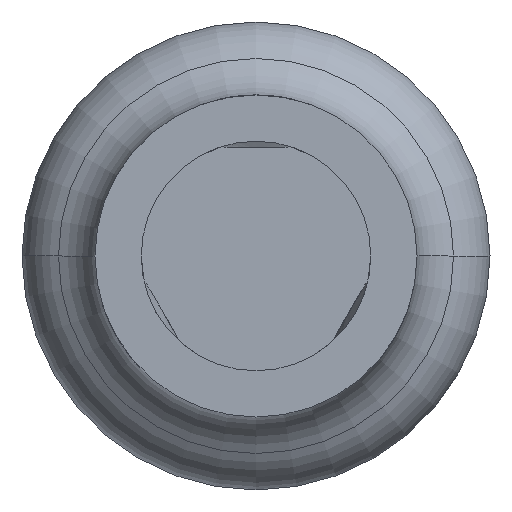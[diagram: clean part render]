
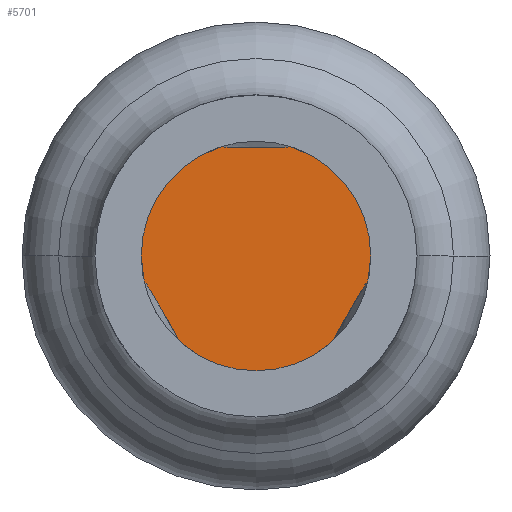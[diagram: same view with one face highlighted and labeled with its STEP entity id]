
A CAD part, front view. The second image highlights one B-rep face of the part: STEP entity #5701.
In plain terms, the highlighted planar face has unit normal (0, -1, 0).
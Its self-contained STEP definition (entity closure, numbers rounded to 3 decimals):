
#240 = AXIS2_PLACEMENT_3D ( 'NONE', #311, #4345, #904 ) ;
#311 = CARTESIAN_POINT ( 'NONE',  ( 0., -24.7, 0. ) ) ;
#606 = DIRECTION ( 'NONE',  ( 0., 1., 0. ) ) ;
#904 = DIRECTION ( 'NONE',  ( -1., 0., 0. ) ) ;
#1032 = EDGE_CURVE ( 'Defeature ausgef�hrt1_24+Defeature ausgef�hrt1_66+Defeature ausgef�hrt1_66+Defeature ausgef�hrt1_66', #2048, #6511, #2227, .T. ) ;
#1372 = DIRECTION ( 'NONE',  ( 1., 0., 0. ) ) ;
#1470 = PLANE ( 'NONE',  #240 ) ;
#1497 = EDGE_CURVE ( 'Defeature ausgef�hrt1_24+Defeature ausgef�hrt1_66+Defeature ausgef�hrt1_66+Defeature ausgef�hrt1_66', #6511, #2048, #1688, .T. ) ;
#1521 = FACE_OUTER_BOUND ( 'NONE', #2481, .T. ) ;
#1680 = CARTESIAN_POINT ( 'NONE',  ( 0.513, -24.7, 0. ) ) ;
#1688 = CIRCLE ( 'NONE', #7469, 0.513 ) ;
#2048 = VERTEX_POINT ( 'NONE', #7235 ) ;
#2227 = CIRCLE ( 'NONE', #4832, 0.513 ) ;
#2481 = EDGE_LOOP ( 'NONE', ( #6126, #3933 ) ) ;
#2849 = CARTESIAN_POINT ( 'NONE',  ( 0., -24.7, 0. ) ) ;
#3933 = ORIENTED_EDGE ( 'NONE', *, *, #1497, .F. ) ;
#4084 = DIRECTION ( 'NONE',  ( 1., 0., 0. ) ) ;
#4345 = DIRECTION ( 'NONE',  ( 0., 1., 0. ) ) ;
#4832 = AXIS2_PLACEMENT_3D ( 'NONE', #2849, #606, #4084 ) ;
#5371 = CARTESIAN_POINT ( 'NONE',  ( 0., -24.7, 0. ) ) ;
#5701 = ADVANCED_FACE ( 'Defeature ausgef�hrt1_66', ( #1521 ), #1470, .F. ) ;
#6126 = ORIENTED_EDGE ( 'NONE', *, *, #1032, .F. ) ;
#6511 = VERTEX_POINT ( 'NONE', #1680 ) ;
#7095 = DIRECTION ( 'NONE',  ( 0., 1., 0. ) ) ;
#7235 = CARTESIAN_POINT ( 'NONE',  ( -0.513, -24.7, 0. ) ) ;
#7469 = AXIS2_PLACEMENT_3D ( 'NONE', #5371, #7095, #1372 ) ;
